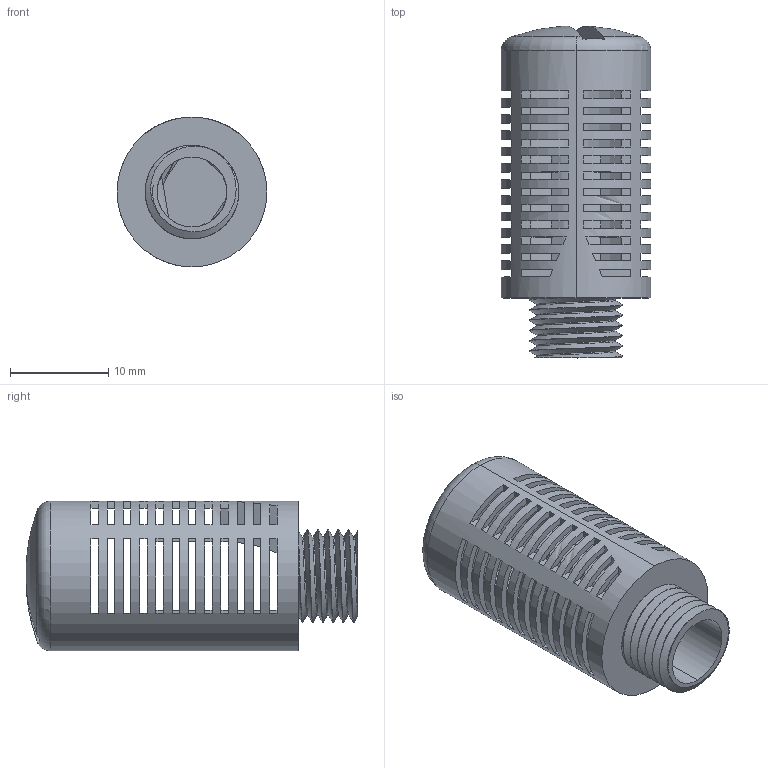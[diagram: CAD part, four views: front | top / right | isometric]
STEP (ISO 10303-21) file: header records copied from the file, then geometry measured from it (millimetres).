
FILE_DESCRIPTION (( 'STEP AP203' ), '1' );
FILE_NAME ('SPL-18R.step', '2016-02-15T20:19:35', ( '' ), ( '' ), 'SwSTEP 2.0', 'SolidWorks 2015', '' );
FILE_SCHEMA (( 'CONFIG_CONTROL_DESIGN' ));
Length unit declared in the file: inch
Products named in the file (1): SPL-18R
Bounding box: 15.24 x 33.75 x 15.24 mm (x, y, z)
Volume: 1619.9 mm3; surface area: 4313.4 mm2
Topology: 1 solids, 1 shells, 316 faces, 931 edges, 619 vertices
Faces by surface type: plane 287, cylinder 20, bspline 5, torus 2, sphere 2
Entity records: 12324 total; most frequent: CARTESIAN_POINT 3487, ORIENTED_EDGE 1862, DIRECTION 1766, EDGE_CURVE 931, VERTEX_POINT 619, VECTOR 600, LINE 600, AXIS2_PLACEMENT_3D 583
